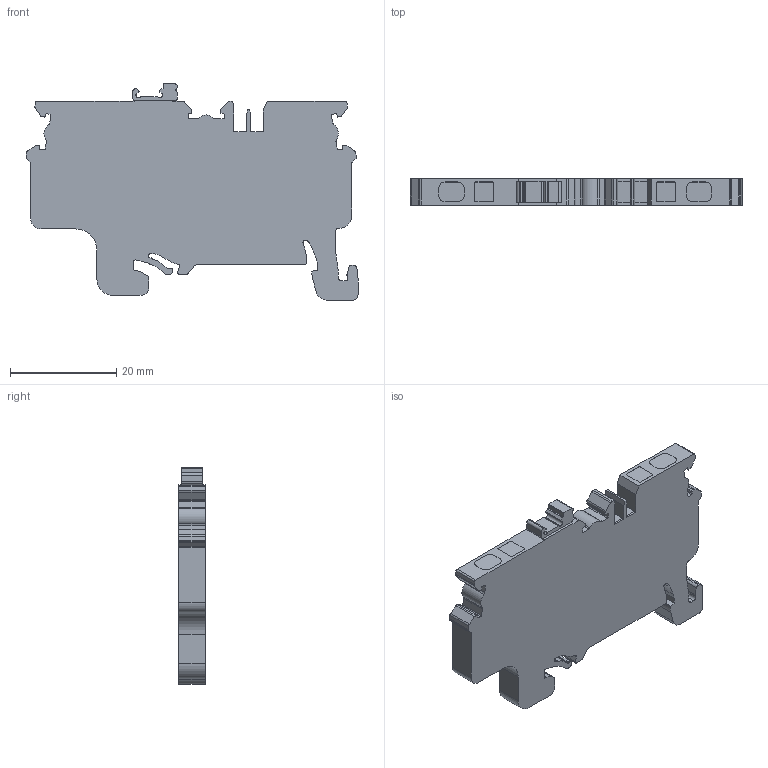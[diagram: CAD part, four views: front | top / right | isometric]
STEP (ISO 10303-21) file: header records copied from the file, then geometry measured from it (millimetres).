
FILE_DESCRIPTION (( 'STEP AP203' ), '1' );
FILE_NAME ('CXK2.5.STEP', '2024-11-22T12:15:45', ( '' ), ( '' ), 'SwSTEP 2.0', 'SolidWorks 2022', '' );
FILE_SCHEMA (( 'CONFIG_CONTROL_DESIGN' ));
Length unit declared in the file: millimetre
Products named in the file (1): CXK2.5
Bounding box: 62.5 x 5 x 40.7 mm (x, y, z)
Volume: 8842.5 mm3; surface area: 5007.4 mm2
Topology: 1 solids, 1 shells, 271 faces, 804 edges, 539 vertices
Faces by surface type: plane 143, cylinder 128
Entity records: 9225 total; most frequent: CARTESIAN_POINT 1615, ORIENTED_EDGE 1608, DIRECTION 1606, EDGE_CURVE 804, LINE 546, VECTOR 546, VERTEX_POINT 539, AXIS2_PLACEMENT_3D 530
